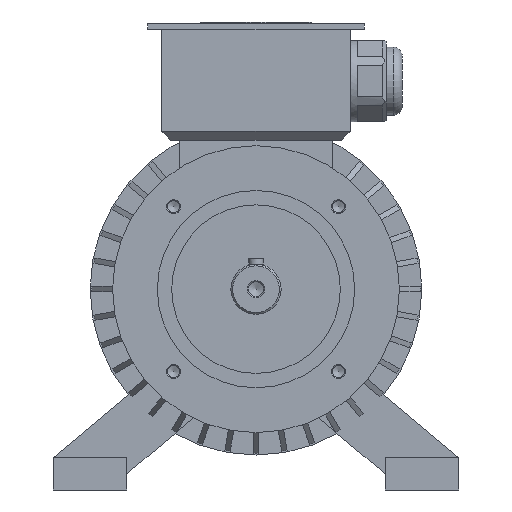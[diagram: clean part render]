
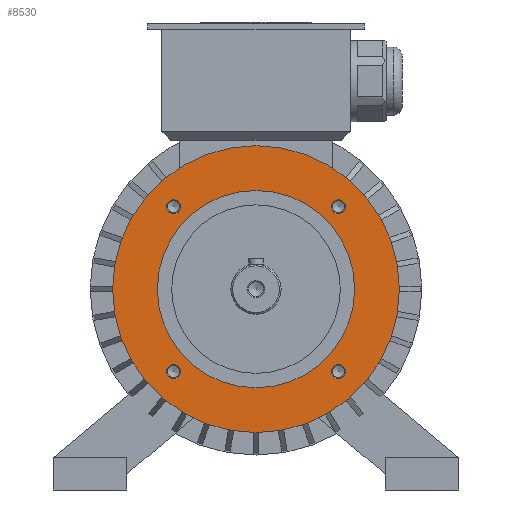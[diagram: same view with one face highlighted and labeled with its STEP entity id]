
A CAD part, front view. The second image highlights one B-rep face of the part: STEP entity #8530.
In plain terms, the highlighted planar face has unit normal (0, -1, 0).
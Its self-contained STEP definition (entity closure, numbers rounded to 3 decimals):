
#230=CIRCLE('',#8779,3.924);
#234=CIRCLE('',#8787,3.924);
#238=CIRCLE('',#8795,3.924);
#356=CIRCLE('',#9039,80.);
#358=CIRCLE('',#9042,3.924);
#359=CIRCLE('',#9043,55.);
#1111=ORIENTED_EDGE('',*,*,#2292,.T.);
#1112=ORIENTED_EDGE('',*,*,#2296,.T.);
#1113=ORIENTED_EDGE('',*,*,#2300,.T.);
#1114=ORIENTED_EDGE('',*,*,#2777,.T.);
#1115=ORIENTED_EDGE('',*,*,#2778,.T.);
#1116=ORIENTED_EDGE('',*,*,#2775,.F.);
#2292=EDGE_CURVE('',#3195,#3195,#230,.T.);
#2296=EDGE_CURVE('',#3200,#3200,#234,.T.);
#2300=EDGE_CURVE('',#3205,#3205,#238,.T.);
#2775=EDGE_CURVE('',#3576,#3576,#356,.T.);
#2777=EDGE_CURVE('',#3578,#3578,#358,.T.);
#2778=EDGE_CURVE('',#3579,#3579,#359,.T.);
#3195=VERTEX_POINT('',#11230);
#3200=VERTEX_POINT('',#11243);
#3205=VERTEX_POINT('',#11256);
#3576=VERTEX_POINT('',#12204);
#3578=VERTEX_POINT('',#12209);
#3579=VERTEX_POINT('',#12211);
#5086=EDGE_LOOP('',(#1111));
#5087=EDGE_LOOP('',(#1112));
#5088=EDGE_LOOP('',(#1113));
#5089=EDGE_LOOP('',(#1114));
#5090=EDGE_LOOP('',(#1115));
#5091=EDGE_LOOP('',(#1116));
#5493=FACE_BOUND('',#5086,.T.);
#5494=FACE_BOUND('',#5087,.T.);
#5495=FACE_BOUND('',#5088,.T.);
#5496=FACE_BOUND('',#5089,.T.);
#5497=FACE_BOUND('',#5090,.T.);
#5498=FACE_BOUND('',#5091,.T.);
#5860=PLANE('',#9041);
#8530=ADVANCED_FACE('',(#5493,#5494,#5495,#5496,#5497,#5498),#5860,.F.);
#8779=AXIS2_PLACEMENT_3D('',#11229,#9418,#9419);
#8787=AXIS2_PLACEMENT_3D('',#11242,#9434,#9435);
#8795=AXIS2_PLACEMENT_3D('',#11255,#9450,#9451);
#9039=AXIS2_PLACEMENT_3D('',#12203,#10271,#10272);
#9041=AXIS2_PLACEMENT_3D('',#12207,#10275,#10276);
#9042=AXIS2_PLACEMENT_3D('',#12208,#10277,#10278);
#9043=AXIS2_PLACEMENT_3D('',#12210,#10279,#10280);
#9418=DIRECTION('',(0.,1.,0.));
#9419=DIRECTION('',(0.,0.,1.));
#9434=DIRECTION('',(0.,1.,0.));
#9435=DIRECTION('',(-1.,0.,0.));
#9450=DIRECTION('',(0.,1.,0.));
#9451=DIRECTION('',(0.,0.,-1.));
#10271=DIRECTION('',(0.,1.,0.));
#10272=DIRECTION('',(1.,0.,0.));
#10275=DIRECTION('',(0.,1.,0.));
#10276=DIRECTION('',(0.,0.,1.));
#10277=DIRECTION('',(0.,1.,0.));
#10278=DIRECTION('',(1.,0.,0.));
#10279=DIRECTION('',(0.,1.,0.));
#10280=DIRECTION('',(1.,0.,0.));
#11229=CARTESIAN_POINT('',(-45.962,-35.,-45.962));
#11230=CARTESIAN_POINT('',(-45.962,-35.,-42.038));
#11242=CARTESIAN_POINT('',(45.962,-35.,-45.962));
#11243=CARTESIAN_POINT('',(42.038,-35.,-45.962));
#11255=CARTESIAN_POINT('',(45.962,-35.,45.962));
#11256=CARTESIAN_POINT('',(45.962,-35.,42.038));
#12203=CARTESIAN_POINT('',(0.,-35.,0.));
#12204=CARTESIAN_POINT('',(80.,-35.,0.));
#12207=CARTESIAN_POINT('',(0.,-35.,0.));
#12208=CARTESIAN_POINT('',(-45.962,-35.,45.962));
#12209=CARTESIAN_POINT('',(-42.038,-35.,45.962));
#12210=CARTESIAN_POINT('',(0.,-35.,0.));
#12211=CARTESIAN_POINT('',(55.,-35.,0.));
